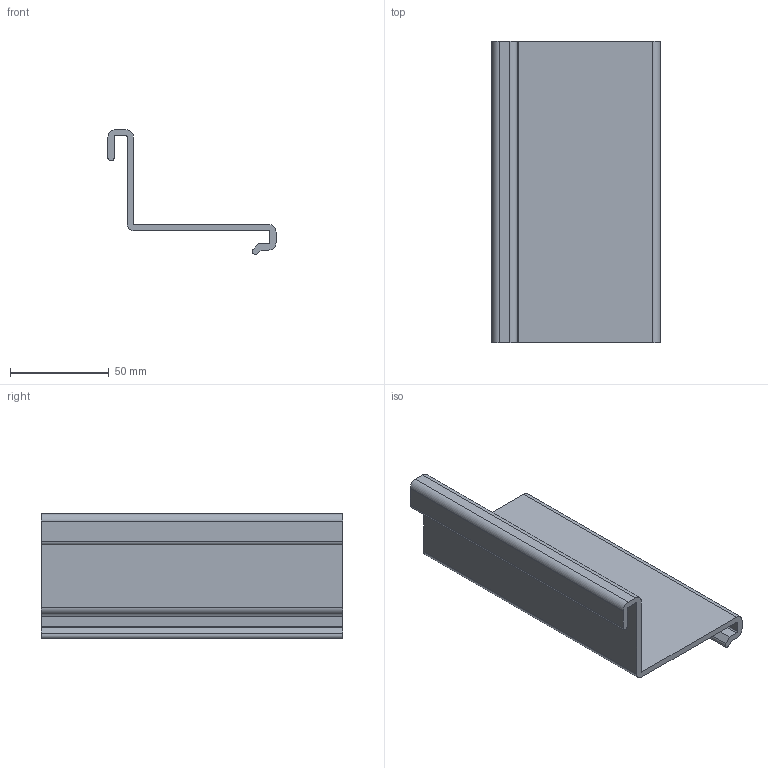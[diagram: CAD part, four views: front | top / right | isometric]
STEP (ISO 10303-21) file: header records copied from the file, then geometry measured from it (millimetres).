
FILE_DESCRIPTION((''),'2;1');
FILE_NAME('SG1777.STP', '2021-03-04T14:26:33',(''), (''), 'KCM Version 2.0.6974.6974', 'KeyCreator Pro', '');
FILE_SCHEMA(('AUTOMOTIVE_DESIGN'));
Length unit declared in the file: inch
Bounding box: 85.09 x 152.4 x 63.15 mm (x, y, z)
Volume: 77435.8 mm3; surface area: 50554.8 mm2
Topology: 1 solids, 1 shells, 28 faces, 78 edges, 52 vertices
Faces by surface type: plane 16, cylinder 12
Entity records: 931 total; most frequent: DIRECTION 160, CARTESIAN_POINT 159, ORIENTED_EDGE 156, EDGE_CURVE 78, VECTOR 54, LINE 54, AXIS2_PLACEMENT_3D 53, VERTEX_POINT 52
